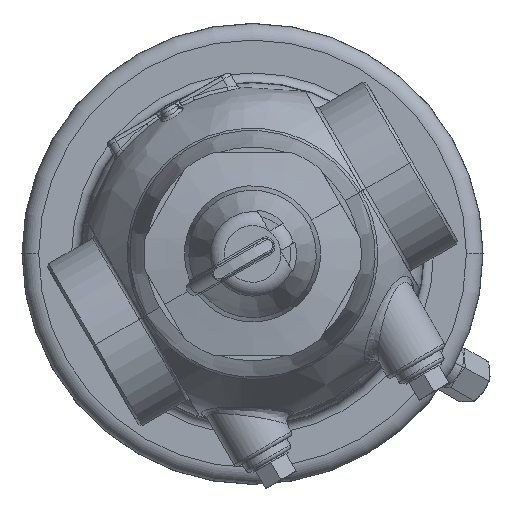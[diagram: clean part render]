
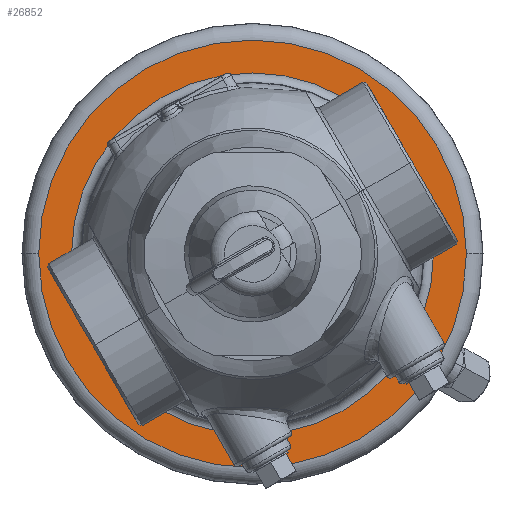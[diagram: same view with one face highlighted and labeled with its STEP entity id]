
A CAD part, left-side view. The second image highlights one B-rep face of the part: STEP entity #26852.
In plain terms, the highlighted planar face has unit normal (-1, 0, 0).
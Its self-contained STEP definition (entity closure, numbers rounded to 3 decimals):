
#1244=CARTESIAN_POINT('',(-2.5,0.,0.));
#1245=DIRECTION('',(1.,0.,0.));
#1246=DIRECTION('',(0.,1.,0.));
#1247=AXIS2_PLACEMENT_3D('',#1244,#1245,#1246);
#1249=CARTESIAN_POINT('',(-2.5,0.,0.));
#1250=DIRECTION('',(-1.,0.,0.));
#1251=DIRECTION('',(0.,1.,0.));
#1252=AXIS2_PLACEMENT_3D('',#1249,#1250,#1251);
#1264=CARTESIAN_POINT('',(-2.5,0.,0.));
#1265=DIRECTION('',(-1.,0.,0.));
#1266=DIRECTION('',(0.,1.,0.));
#1267=AXIS2_PLACEMENT_3D('',#1264,#1265,#1266);
#1269=CARTESIAN_POINT('',(-2.5,0.,0.));
#1270=DIRECTION('',(1.,0.,0.));
#1271=DIRECTION('',(0.,1.,0.));
#1272=AXIS2_PLACEMENT_3D('',#1269,#1270,#1271);
#22251=CARTESIAN_POINT('',(-2.5,58.05,0.));
#22253=VERTEX_POINT('',#22251);
#22254=CARTESIAN_POINT('',(-2.5,49.137,0.));
#22256=VERTEX_POINT('',#22254);
#22283=CARTESIAN_POINT('',(-2.5,-58.05,0.));
#22285=VERTEX_POINT('',#22283);
#22286=CARTESIAN_POINT('',(-2.5,-49.137,0.));
#22288=VERTEX_POINT('',#22286);
#26837=CARTESIAN_POINT('',(-2.5,0.,0.));
#26838=DIRECTION('',(1.,0.,0.));
#26839=DIRECTION('',(0.,-1.,0.));
#26840=AXIS2_PLACEMENT_3D('',#26837,#26838,#26839);
#26841=PLANE('',#26840);
#26842=ORIENTED_EDGE('',*,*,#26819,.T.);
#26843=ORIENTED_EDGE('',*,*,#26830,.F.);
#26844=EDGE_LOOP('',(#26842,#26843));
#26845=FACE_OUTER_BOUND('',#26844,.F.);
#26847=ORIENTED_EDGE('',*,*,#26846,.T.);
#26849=ORIENTED_EDGE('',*,*,#26848,.F.);
#26850=EDGE_LOOP('',(#26847,#26849));
#26851=FACE_BOUND('',#26850,.F.);
#26852=ADVANCED_FACE('',(#26845,#26851),#26841,.F.);
#1248=CIRCLE('',#1247,58.05);
#1253=CIRCLE('',#1252,58.05);
#1268=CIRCLE('',#1267,49.137);
#1273=CIRCLE('',#1272,49.137);
#26819=EDGE_CURVE('',#22253,#22285,#1248,.T.);
#26830=EDGE_CURVE('',#22253,#22285,#1253,.T.);
#26846=EDGE_CURVE('',#22256,#22288,#1268,.T.);
#26848=EDGE_CURVE('',#22256,#22288,#1273,.T.);
